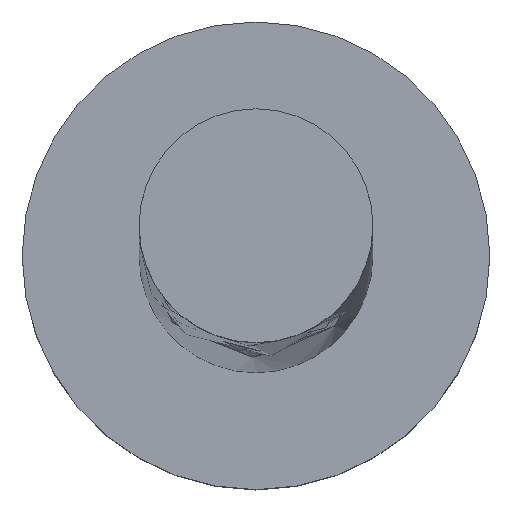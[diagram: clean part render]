
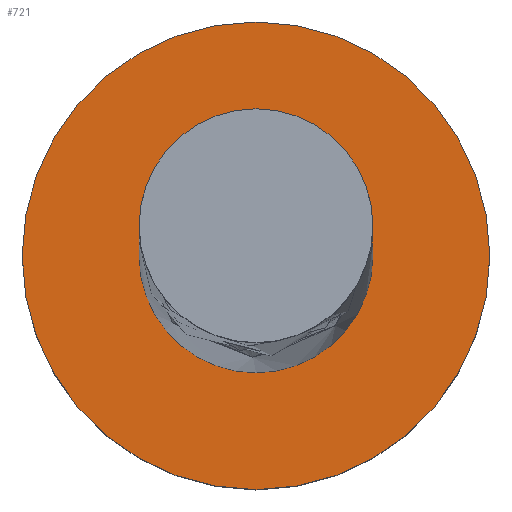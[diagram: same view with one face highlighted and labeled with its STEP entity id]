
A CAD part, top view. The second image highlights one B-rep face of the part: STEP entity #721.
In plain terms, the highlighted planar face has unit normal (0, 0, 1).
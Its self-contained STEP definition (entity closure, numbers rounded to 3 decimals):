
#32 = CIRCLE ( 'NONE', #1619, 6. ) ;
#35 = ORIENTED_EDGE ( 'NONE', *, *, #1939, .T. ) ;
#68 = CIRCLE ( 'NONE', #101, 3. ) ;
#101 = AXIS2_PLACEMENT_3D ( 'NONE', #884, #295, #896 ) ;
#147 = DIRECTION ( 'NONE',  ( 1., 0., 0. ) ) ;
#171 = CARTESIAN_POINT ( 'NONE',  ( 0., 0., 5. ) ) ;
#207 = CARTESIAN_POINT ( 'NONE',  ( 0., 0., 5. ) ) ;
#255 = CIRCLE ( 'NONE', #947, 6. ) ;
#279 = ORIENTED_EDGE ( 'NONE', *, *, #403, .F. ) ;
#295 = DIRECTION ( 'NONE',  ( 0., 0., 1. ) ) ;
#339 = VERTEX_POINT ( 'NONE', #1646 ) ;
#350 = EDGE_LOOP ( 'NONE', ( #35, #1189 ) ) ;
#403 = EDGE_CURVE ( 'NONE', #1371, #1169, #68, .T. ) ;
#455 = DIRECTION ( 'NONE',  ( 0., 0., 1. ) ) ;
#483 = DIRECTION ( 'NONE',  ( 1., 0., 0. ) ) ;
#597 = VERTEX_POINT ( 'NONE', #631 ) ;
#631 = CARTESIAN_POINT ( 'NONE',  ( 6., 0., 5. ) ) ;
#721 = ADVANCED_FACE ( 'NONE', ( #917, #1055 ), #1529, .T. ) ;
#785 = DIRECTION ( 'NONE',  ( 1., 0., 0. ) ) ;
#790 = AXIS2_PLACEMENT_3D ( 'NONE', #207, #932, #785 ) ;
#821 = EDGE_CURVE ( 'NONE', #597, #339, #255, .T. ) ;
#861 = ORIENTED_EDGE ( 'NONE', *, *, #1362, .F. ) ;
#884 = CARTESIAN_POINT ( 'NONE',  ( 0., 0., 5. ) ) ;
#896 = DIRECTION ( 'NONE',  ( 1., 0., 0. ) ) ;
#917 = FACE_BOUND ( 'NONE', #1329, .T. ) ;
#932 = DIRECTION ( 'NONE',  ( 0., 0., 1. ) ) ;
#947 = AXIS2_PLACEMENT_3D ( 'NONE', #1503, #1349, #147 ) ;
#955 = CARTESIAN_POINT ( 'NONE',  ( -3., 0., 5. ) ) ;
#967 = DIRECTION ( 'NONE',  ( 0., 0., 1. ) ) ;
#1055 = FACE_OUTER_BOUND ( 'NONE', #350, .T. ) ;
#1109 = AXIS2_PLACEMENT_3D ( 'NONE', #171, #455, #483 ) ;
#1142 = CARTESIAN_POINT ( 'NONE',  ( 0., 0., 5. ) ) ;
#1169 = VERTEX_POINT ( 'NONE', #955 ) ;
#1189 = ORIENTED_EDGE ( 'NONE', *, *, #821, .T. ) ;
#1329 = EDGE_LOOP ( 'NONE', ( #861, #279 ) ) ;
#1349 = DIRECTION ( 'NONE',  ( 0., 0., 1. ) ) ;
#1362 = EDGE_CURVE ( 'NONE', #1169, #1371, #1660, .T. ) ;
#1371 = VERTEX_POINT ( 'NONE', #1545 ) ;
#1503 = CARTESIAN_POINT ( 'NONE',  ( 0., 0., 5. ) ) ;
#1529 = PLANE ( 'NONE',  #1109 ) ;
#1545 = CARTESIAN_POINT ( 'NONE',  ( 3., 0., 5. ) ) ;
#1567 = DIRECTION ( 'NONE',  ( 1., 0., 0. ) ) ;
#1619 = AXIS2_PLACEMENT_3D ( 'NONE', #1142, #967, #1567 ) ;
#1646 = CARTESIAN_POINT ( 'NONE',  ( -6., 0., 5. ) ) ;
#1660 = CIRCLE ( 'NONE', #790, 3. ) ;
#1939 = EDGE_CURVE ( 'NONE', #339, #597, #32, .T. ) ;
